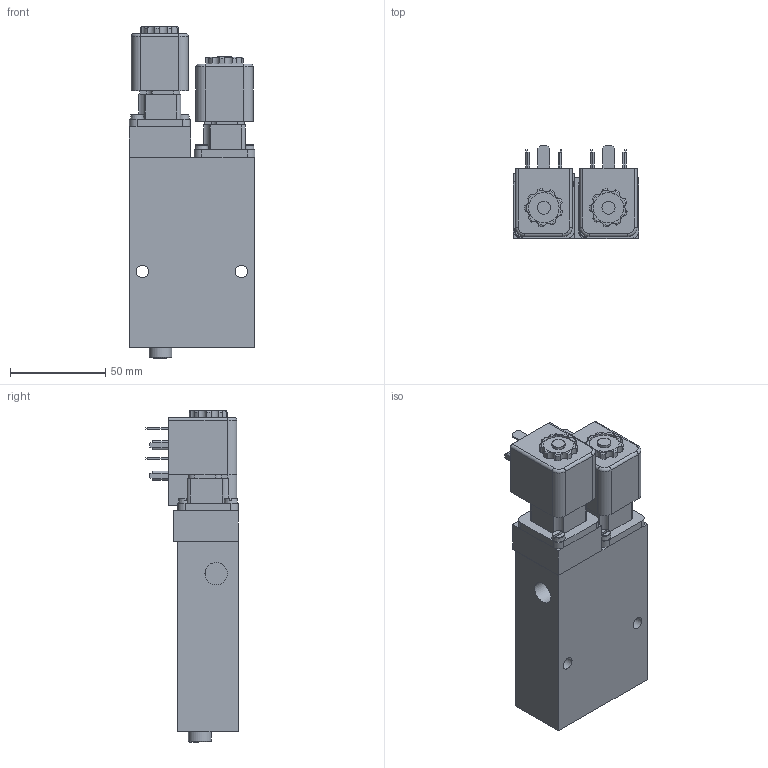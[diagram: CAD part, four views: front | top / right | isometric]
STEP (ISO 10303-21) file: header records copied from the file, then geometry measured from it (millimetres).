
FILE_DESCRIPTION((''),'2;1');
FILE_NAME('112 364 07.stp','2012-06-06T08:13:15',('HJ'),('AVAC Vacuumteknik AB'),'Autodesk Inventor 2012','Autodesk Inventor 2012','');
FILE_SCHEMA(('AUTOMOTIVE_DESIGN { 1 0 10303 214 1 1 1 1 }'));
Length unit declared in the file: millimetre
Products named in the file (1): 112 364 07
Bounding box: 66.2 x 48.8 x 174.5 mm (x, y, z)
Volume: 296236.2 mm3; surface area: 49692.6 mm2
Topology: 1 solids, 16 shells, 485 faces, 1226 edges, 807 vertices
Faces by surface type: plane 248, cylinder 127, cone 56, torus 46, bspline 8
Full cylindrical faces by diameter (mm): 2.5 x2, 2.693 x4, 3 x4, 3.571 x4, 4 x4, 5 x1, 5.5 x4, 6.5 x2, 6.9 x2, 8.8 x2, 9 x2, 10.5 x2, 11.8 x1, 12 x1, 12.02 x1, 16 x2, 19 x2
Entity records: 15362 total; most frequent: CARTESIAN_POINT 3592, DIRECTION 2305, ORIENTED_EDGE 2264, EDGE_CURVE 1132, AXIS2_PLACEMENT_3D 860, VERTEX_POINT 777, EDGE_LOOP 603, VECTOR 585
